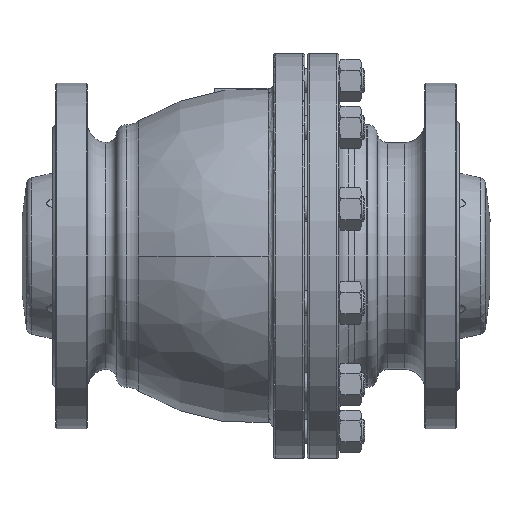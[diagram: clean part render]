
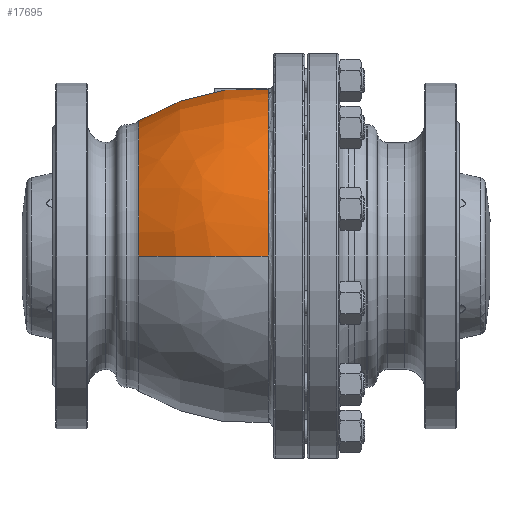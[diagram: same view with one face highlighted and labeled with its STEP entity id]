
A CAD part, front view. The second image highlights one B-rep face of the part: STEP entity #17695.
In plain terms, the highlighted free-form (B-spline) face has degree [3, 3] with [4, 4] control points.
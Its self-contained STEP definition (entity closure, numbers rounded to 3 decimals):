
#70=(
BOUNDED_SURFACE()
B_SPLINE_SURFACE(3,3,((#30255,#30256,#30257,#30258),(#30259,#30260,#30261,
#30262),(#30263,#30264,#30265,#30266),(#30267,#30268,#30269,#30270)),
 .SURF_OF_REVOLUTION.,.F.,.F.,.F.)
B_SPLINE_SURFACE_WITH_KNOTS((4,4),(4,4),(0.,1.),(0.,1.),
 .PIECEWISE_BEZIER_KNOTS.)
GEOMETRIC_REPRESENTATION_ITEM()
RATIONAL_B_SPLINE_SURFACE(((1.,0.333,0.333,1.),
(1.,0.333,0.333,1.),(1.,0.333,0.333,
1.),(1.,0.333,0.333,1.)))
REPRESENTATION_ITEM('')
SURFACE()
);
#326=B_SPLINE_CURVE_WITH_KNOTS('',3,(#27975,#27976,#27977,#27978,#27979,
#27980,#27981,#27982,#27983,#27984,#27985,#27986,#27987,#27988,#27989,#27990,
#27991,#27992,#27993),.UNSPECIFIED.,.F.,.F.,(4,1,1,1,1,1,1,1,1,1,1,1,1,
1,1,1,4),(0.,0.125,0.188,0.25,0.313,0.375,0.438,0.5,0.531,0.563,0.625,
0.688,0.75,0.813,0.875,0.938,1.),.UNSPECIFIED.);
#356=B_SPLINE_CURVE_WITH_KNOTS('',2,(#30283,#30284,#30285),
 .UNSPECIFIED.,.F.,.F.,(3,3),(0.,1.),.PIECEWISE_BEZIER_KNOTS.);
#838=(
BOUNDED_CURVE()
B_SPLINE_CURVE(2,(#30271,#30272,#30273),.UNSPECIFIED.,.F.,.F.)
B_SPLINE_CURVE_WITH_KNOTS((3,3),(0.,1.),.PIECEWISE_BEZIER_KNOTS.)
CURVE()
GEOMETRIC_REPRESENTATION_ITEM()
RATIONAL_B_SPLINE_CURVE((0.5,0.5,0.5))
REPRESENTATION_ITEM('')
);
#839=(
BOUNDED_CURVE()
B_SPLINE_CURVE(2,(#30277,#30278,#30279),.UNSPECIFIED.,.F.,.F.)
B_SPLINE_CURVE_WITH_KNOTS((3,3),(0.,0.52),
 .PIECEWISE_BEZIER_KNOTS.)
CURVE()
GEOMETRIC_REPRESENTATION_ITEM()
RATIONAL_B_SPLINE_CURVE((1.,1.,1.))
REPRESENTATION_ITEM('')
);
#840=(
BOUNDED_CURVE()
B_SPLINE_CURVE(2,(#30289,#30290,#30291),.UNSPECIFIED.,.F.,.F.)
B_SPLINE_CURVE_WITH_KNOTS((3,3),(0.,1.),.PIECEWISE_BEZIER_KNOTS.)
CURVE()
GEOMETRIC_REPRESENTATION_ITEM()
RATIONAL_B_SPLINE_CURVE((0.5,0.5,0.5))
REPRESENTATION_ITEM('')
);
#4197=ORIENTED_EDGE('',*,*,#9103,.F.);
#4198=ORIENTED_EDGE('',*,*,#9104,.T.);
#4199=ORIENTED_EDGE('',*,*,#8784,.T.);
#4200=ORIENTED_EDGE('',*,*,#9105,.F.);
#4201=ORIENTED_EDGE('',*,*,#9106,.F.);
#4202=ORIENTED_EDGE('',*,*,#9107,.T.);
#4203=ORIENTED_EDGE('',*,*,#9108,.T.);
#4204=ORIENTED_EDGE('',*,*,#9109,.F.);
#4205=ORIENTED_EDGE('',*,*,#9110,.F.);
#8784=EDGE_CURVE('',#11343,#11342,#326,.T.);
#9103=EDGE_CURVE('',#11561,#11562,#838,.F.);
#9104=EDGE_CURVE('',#11561,#11343,#13166,.T.);
#9105=EDGE_CURVE('',#11563,#11342,#839,.T.);
#9106=EDGE_CURVE('',#11564,#11563,#13167,.T.);
#9107=EDGE_CURVE('',#11564,#11565,#356,.T.);
#9108=EDGE_CURVE('',#11565,#11566,#13168,.T.);
#9109=EDGE_CURVE('',#11567,#11566,#840,.T.);
#9110=EDGE_CURVE('',#11562,#11567,#13169,.F.);
#11342=VERTEX_POINT('',#27974);
#11343=VERTEX_POINT('',#27994);
#11561=VERTEX_POINT('',#30274);
#11562=VERTEX_POINT('',#30275);
#11563=VERTEX_POINT('',#30280);
#11564=VERTEX_POINT('',#30282);
#11565=VERTEX_POINT('',#30286);
#11566=VERTEX_POINT('',#30288);
#11567=VERTEX_POINT('',#30292);
#13166=CIRCLE('',#19620,164.);
#13167=CIRCLE('',#19621,132.804);
#13168=CIRCLE('',#19622,164.);
#13169=CIRCLE('',#19623,161.189);
#14344=EDGE_LOOP('',(#4197,#4198,#4199,#4200,#4201,#4202,#4203,#4204,#4205));
#15899=FACE_BOUND('',#14344,.T.);
#17695=ADVANCED_FACE('',(#15899),#70,.T.);
#19620=AXIS2_PLACEMENT_3D('',#30276,#22403,#22404);
#19621=AXIS2_PLACEMENT_3D('',#30281,#22405,#22406);
#19622=AXIS2_PLACEMENT_3D('',#30287,#22407,#22408);
#19623=AXIS2_PLACEMENT_3D('',#30293,#22409,#22410);
#22403=DIRECTION('',(-1.,0.,0.));
#22404=DIRECTION('',(0.,0.,1.));
#22405=DIRECTION('',(-1.,0.,0.));
#22406=DIRECTION('',(0.,0.,1.));
#22407=DIRECTION('',(-1.,0.,0.));
#22408=DIRECTION('',(0.,0.,1.));
#22409=DIRECTION('',(-1.,0.,0.));
#22410=DIRECTION('',(0.,0.,1.));
#27974=CARTESIAN_POINT('',(-64.267,98.596,0.));
#27975=CARTESIAN_POINT('',(-1.651,96.197,48.014));
#27976=CARTESIAN_POINT('',(-5.332,96.197,48.914));
#27977=CARTESIAN_POINT('',(-10.969,96.241,49.65));
#27978=CARTESIAN_POINT('',(-18.578,96.382,49.382));
#27979=CARTESIAN_POINT('',(-24.199,96.527,48.55));
#27980=CARTESIAN_POINT('',(-29.72,96.705,47.097));
#27981=CARTESIAN_POINT('',(-34.979,96.908,45.062));
#27982=CARTESIAN_POINT('',(-40.057,97.133,42.416));
#27983=CARTESIAN_POINT('',(-43.924,97.326,39.81));
#27984=CARTESIAN_POINT('',(-46.913,97.485,37.409));
#27985=CARTESIAN_POINT('',(-49.721,97.641,34.874));
#27986=CARTESIAN_POINT('',(-52.936,97.832,31.437));
#27987=CARTESIAN_POINT('',(-56.365,98.048,26.804));
#27988=CARTESIAN_POINT('',(-59.154,98.234,21.958));
#27989=CARTESIAN_POINT('',(-61.431,98.391,16.69));
#27990=CARTESIAN_POINT('',(-63.043,98.507,11.313));
#27991=CARTESIAN_POINT('',(-64.049,98.579,5.67));
#27992=CARTESIAN_POINT('',(-64.267,98.596,1.901));
#27993=CARTESIAN_POINT('',(-64.267,98.596,0.));
#27994=CARTESIAN_POINT('',(-1.651,96.197,48.014));
#30255=CARTESIAN_POINT('',(-128.875,-193.421,0.));
#30256=CARTESIAN_POINT('',(-128.875,-193.421,265.609));
#30257=CARTESIAN_POINT('',(-128.875,72.187,265.609));
#30258=CARTESIAN_POINT('',(-128.875,72.187,0.));
#30259=CARTESIAN_POINT('',(-88.614,-217.405,0.));
#30260=CARTESIAN_POINT('',(-88.614,-217.405,313.577));
#30261=CARTESIAN_POINT('',(-88.614,96.171,313.577));
#30262=CARTESIAN_POINT('',(-88.614,96.171,0.));
#30263=CARTESIAN_POINT('',(-46.206,-227.804,0.));
#30264=CARTESIAN_POINT('',(-46.206,-227.804,334.374));
#30265=CARTESIAN_POINT('',(-46.206,106.57,334.374));
#30266=CARTESIAN_POINT('',(-46.206,106.57,0.));
#30267=CARTESIAN_POINT('',(-1.651,-224.617,0.));
#30268=CARTESIAN_POINT('',(-1.651,-224.617,328.));
#30269=CARTESIAN_POINT('',(-1.651,103.383,328.));
#30270=CARTESIAN_POINT('',(-1.651,103.383,0.));
#30271=CARTESIAN_POINT('',(-128.875,15.903,108.544));
#30272=CARTESIAN_POINT('',(-68.484,36.631,137.948));
#30273=CARTESIAN_POINT('',(-1.651,33.877,134.041));
#30274=CARTESIAN_POINT('',(-1.651,33.877,134.041));
#30275=CARTESIAN_POINT('',(-54.718,32.257,131.743));
#30276=CARTESIAN_POINT('',(-1.651,-60.617,0.));
#30277=CARTESIAN_POINT('',(-128.875,72.187,0.));
#30278=CARTESIAN_POINT('',(-97.443,90.912,0.));
#30279=CARTESIAN_POINT('',(-64.267,98.596,0.));
#30280=CARTESIAN_POINT('',(-128.875,72.187,0.));
#30281=CARTESIAN_POINT('',(-128.875,-60.617,0.));
#30282=CARTESIAN_POINT('',(-128.875,-193.421,0.));
#30283=CARTESIAN_POINT('',(-128.875,-193.421,0.));
#30284=CARTESIAN_POINT('',(-68.484,-229.397,0.));
#30285=CARTESIAN_POINT('',(-1.651,-224.617,0.));
#30286=CARTESIAN_POINT('',(-1.651,-224.617,0.));
#30287=CARTESIAN_POINT('',(-1.651,-60.617,0.));
#30288=CARTESIAN_POINT('',(-1.651,-43.854,163.141));
#30289=CARTESIAN_POINT('',(-128.875,-47.042,132.109));
#30290=CARTESIAN_POINT('',(-68.484,-43.365,167.896));
#30291=CARTESIAN_POINT('',(-1.651,-43.854,163.141));
#30292=CARTESIAN_POINT('',(-54.718,-44.141,160.345));
#30293=CARTESIAN_POINT('',(-54.718,-60.617,0.));
